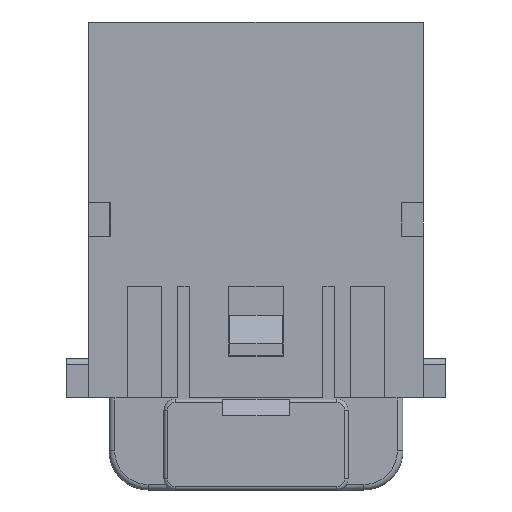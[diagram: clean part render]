
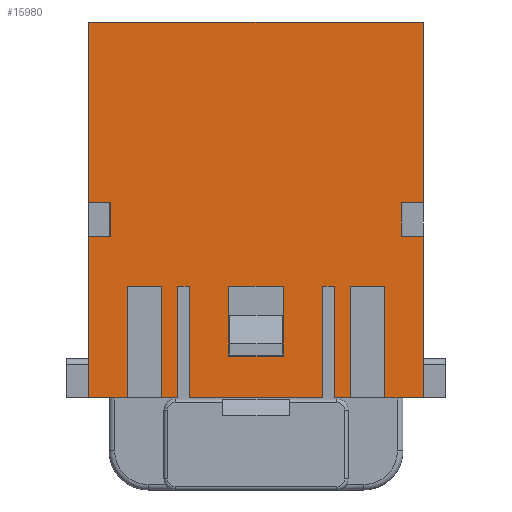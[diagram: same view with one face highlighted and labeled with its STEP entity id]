
A CAD part, left-side view. The second image highlights one B-rep face of the part: STEP entity #15980.
In plain terms, the highlighted planar face has unit normal (-1, 0, 0).
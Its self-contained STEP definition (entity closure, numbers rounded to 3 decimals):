
#460=CARTESIAN_POINT('',(-7.35,6.4,10.522));
#470=VERTEX_POINT('',#460);
#500=CARTESIAN_POINT('',(-7.35,0.,10.522));
#510=DIRECTION('',(0.,1.,0.));
#520=VECTOR('',#510,1.);
#530=LINE('',#500,#520);
#540=CARTESIAN_POINT('',(-7.35,36.4,10.522));
#550=VERTEX_POINT('',#540);
#560=EDGE_CURVE('',#470,#550,#530,.T.);
#9030=CARTESIAN_POINT('',(-7.35,15.4,
-23.178));
#9040=VERTEX_POINT('',#9030);
#9070=CARTESIAN_POINT('',(-7.35,15.4,0.));
#9080=DIRECTION('',(0.,0.,1.));
#9090=VECTOR('',#9080,1.);
#9100=LINE('',#9070,#9090);
#9110=CARTESIAN_POINT('',(-7.35,15.4,-13.178));
#9120=VERTEX_POINT('',#9110);
#9130=EDGE_CURVE('',#9040,#9120,#9100,.T.);
#10350=CARTESIAN_POINT('',(-7.35,28.4,-13.178));
#10360=VERTEX_POINT('',#10350);
#10440=CARTESIAN_POINT('',(-7.35,28.4,-23.178));
#10450=VERTEX_POINT('',#10440);
#10480=CARTESIAN_POINT('',(-7.35,28.4,0.));
#10490=DIRECTION('',(0.,0.,-1.));
#10500=VECTOR('',#10490,1.);
#10510=LINE('',#10480,#10500);
#10520=EDGE_CURVE('',#10360,#10450,#10510,.T.);
#11320=CARTESIAN_POINT('',(-7.35,27.4,
-23.178));
#11330=VERTEX_POINT('',#11320);
#11360=CARTESIAN_POINT('',(-7.35,0.,-23.178));
#11370=DIRECTION('',(0.,1.,0.));
#11380=VECTOR('',#11370,1.);
#11390=LINE('',#11360,#11380);
#11400=EDGE_CURVE('',#9040,#11330,#11390,.T.);
#12210=CARTESIAN_POINT('',(-7.35,27.4,-13.178));
#12220=VERTEX_POINT('',#12210);
#12250=CARTESIAN_POINT('',(-7.35,27.4,0.));
#12260=DIRECTION('',(0.,0.,1.));
#12270=VECTOR('',#12260,1.);
#12280=LINE('',#12250,#12270);
#12290=EDGE_CURVE('',#11330,#12220,#12280,.T.);
#12910=CARTESIAN_POINT('',(-7.35,18.95,-13.178));
#12920=VERTEX_POINT('',#12910);
#12970=CARTESIAN_POINT('',(-7.35,18.95,0.));
#12980=DIRECTION('',(0.,0.,-1.));
#12990=VECTOR('',#12980,1.);
#13000=LINE('',#12970,#12990);
#13010=CARTESIAN_POINT('',(-7.35,18.95,
-19.427));
#13020=VERTEX_POINT('',#13010);
#13030=EDGE_CURVE('',#12920,#13020,#13000,.T.);
#13350=CARTESIAN_POINT('',(-7.35,0.,-19.427));
#13360=DIRECTION('',(0.,1.,0.));
#13370=VECTOR('',#13360,1.);
#13380=LINE('',#13350,#13370);
#13390=CARTESIAN_POINT('',(-7.35,23.85,
-19.427));
#13400=VERTEX_POINT('',#13390);
#13410=EDGE_CURVE('',#13020,#13400,#13380,.T.);
#13810=CARTESIAN_POINT('',(-7.35,23.85,0.));
#13820=DIRECTION('',(0.,0.,1.));
#13830=VECTOR('',#13820,1.);
#13840=LINE('',#13810,#13830);
#13850=CARTESIAN_POINT('',(-7.35,23.85,-13.178));
#13860=VERTEX_POINT('',#13850);
#13870=EDGE_CURVE('',#13400,#13860,#13840,.T.);
#14050=CARTESIAN_POINT('',(-7.35,36.55,11.175));
#14060=DIRECTION('',(1.,0.,-0.));
#14070=DIRECTION('',(0.,1.,0.));
#14080=AXIS2_PLACEMENT_3D('',#14050,#14060,#14070);
#14090=PLANE('',#14080);
#14100=CARTESIAN_POINT('',(-7.35,0.,-13.178));
#14110=DIRECTION('',(0.,1.,0.));
#14120=VECTOR('',#14110,1.);
#14130=LINE('',#14100,#14120);
#14140=EDGE_CURVE('',#12920,#13860,#14130,.T.);
#14150=ORIENTED_EDGE('',*,*,#14140,.F.);
#14160=ORIENTED_EDGE('',*,*,#13870,.T.);
#14170=ORIENTED_EDGE('',*,*,#13410,.T.);
#14180=ORIENTED_EDGE('',*,*,#13030,.T.);
#14190=EDGE_LOOP('',(#14180,#14170,#14160,#14150));
#14200=FACE_BOUND('',#14190,.T.);
#14210=ORIENTED_EDGE('',*,*,#11400,.F.);
#14220=ORIENTED_EDGE('',*,*,#12290,.F.);
#14230=CARTESIAN_POINT('',(-7.35,0.,-13.178));
#14240=DIRECTION('',(0.,1.,0.));
#14250=VECTOR('',#14240,1.);
#14260=LINE('',#14230,#14250);
#14270=EDGE_CURVE('',#12220,#10360,#14260,.T.);
#14280=ORIENTED_EDGE('',*,*,#14270,.F.);
#14290=ORIENTED_EDGE('',*,*,#10520,.F.);
#14300=CARTESIAN_POINT('',(-7.35,0.,-23.178));
#14310=DIRECTION('',(0.,1.,0.));
#14320=VECTOR('',#14310,1.);
#14330=LINE('',#14300,#14320);
#14340=CARTESIAN_POINT('',(-7.35,29.85,
-23.178));
#14350=VERTEX_POINT('',#14340);
#14360=EDGE_CURVE('',#10450,#14350,#14330,.T.);
#14370=ORIENTED_EDGE('',*,*,#14360,.F.);
#14380=CARTESIAN_POINT('',(-7.35,29.85,0.));
#14390=DIRECTION('',(0.,0.,1.));
#14400=VECTOR('',#14390,1.);
#14410=LINE('',#14380,#14400);
#14420=CARTESIAN_POINT('',(-7.35,29.85,
-13.178));
#14430=VERTEX_POINT('',#14420);
#14440=EDGE_CURVE('',#14350,#14430,#14410,.T.);
#14450=ORIENTED_EDGE('',*,*,#14440,.F.);
#14460=CARTESIAN_POINT('',(-7.35,0.,-13.178));
#14470=DIRECTION('',(0.,1.,0.));
#14480=VECTOR('',#14470,1.);
#14490=LINE('',#14460,#14480);
#14500=CARTESIAN_POINT('',(-7.35,32.95,-13.178));
#14510=VERTEX_POINT('',#14500);
#14520=EDGE_CURVE('',#14430,#14510,#14490,.T.);
#14530=ORIENTED_EDGE('',*,*,#14520,.F.);
#14540=CARTESIAN_POINT('',(-7.35,32.95,0.));
#14550=DIRECTION('',(0.,0.,-1.));
#14560=VECTOR('',#14550,1.);
#14570=LINE('',#14540,#14560);
#14580=CARTESIAN_POINT('',(-7.35,32.95,-23.178));
#14590=VERTEX_POINT('',#14580);
#14600=EDGE_CURVE('',#14510,#14590,#14570,.T.);
#14610=ORIENTED_EDGE('',*,*,#14600,.F.);
#14620=CARTESIAN_POINT('',(-7.35,36.4,-23.178));
#14630=VERTEX_POINT('',#14620);
#14640=EDGE_CURVE('',#14590,#14630,#14330,.T.);
#14650=ORIENTED_EDGE('',*,*,#14640,.F.);
#14660=CARTESIAN_POINT('',(-7.35,36.4,0.));
#14670=DIRECTION('',(0.,0.,1.));
#14680=VECTOR('',#14670,1.);
#14690=LINE('',#14660,#14680);
#14700=CARTESIAN_POINT('',(-7.35,36.4,-8.678));
#14710=VERTEX_POINT('',#14700);
#14720=EDGE_CURVE('',#14630,#14710,#14690,.T.);
#14730=ORIENTED_EDGE('',*,*,#14720,.F.);
#14740=CARTESIAN_POINT('',(-7.35,0.,-8.677));
#14750=DIRECTION('',(0.,1.,0.));
#14760=VECTOR('',#14750,1.);
#14770=LINE('',#14740,#14760);
#14780=CARTESIAN_POINT('',(-7.35,34.4,
-8.678));
#14790=VERTEX_POINT('',#14780);
#14800=EDGE_CURVE('',#14790,#14710,#14770,.T.);
#14810=ORIENTED_EDGE('',*,*,#14800,.T.);
#14820=CARTESIAN_POINT('',(-7.35,34.4,0.));
#14830=DIRECTION('',(0.,0.,-1.));
#14840=VECTOR('',#14830,1.);
#14850=LINE('',#14820,#14840);
#14860=CARTESIAN_POINT('',(-7.35,34.4,-5.678));
#14870=VERTEX_POINT('',#14860);
#14880=EDGE_CURVE('',#14870,#14790,#14850,.T.);
#14890=ORIENTED_EDGE('',*,*,#14880,.T.);
#14900=CARTESIAN_POINT('',(-7.35,0.,-5.677));
#14910=DIRECTION('',(0.,-1.,0.));
#14920=VECTOR('',#14910,1.);
#14930=LINE('',#14900,#14920);
#14940=CARTESIAN_POINT('',(-7.35,36.4,-5.678));
#14950=VERTEX_POINT('',#14940);
#14960=EDGE_CURVE('',#14950,#14870,#14930,.T.);
#14970=ORIENTED_EDGE('',*,*,#14960,.T.);
#14980=CARTESIAN_POINT('',(-7.35,36.4,0.));
#14990=DIRECTION('',(0.,0.,1.));
#15000=VECTOR('',#14990,1.);
#15010=LINE('',#14980,#15000);
#15020=EDGE_CURVE('',#14950,#550,#15010,.T.);
#15030=ORIENTED_EDGE('',*,*,#15020,.F.);
#15040=ORIENTED_EDGE('',*,*,#560,.T.);
#15050=CARTESIAN_POINT('',(-7.35,6.4,0.));
#15060=DIRECTION('',(0.,0.,-1.));
#15070=VECTOR('',#15060,1.);
#15080=LINE('',#15050,#15070);
#15090=CARTESIAN_POINT('',(-7.35,6.4,
-5.677));
#15100=VERTEX_POINT('',#15090);
#15110=EDGE_CURVE('',#470,#15100,#15080,.T.);
#15120=ORIENTED_EDGE('',*,*,#15110,.F.);
#15130=CARTESIAN_POINT('',(-7.35,0.,-5.677));
#15140=DIRECTION('',(0.,1.,0.));
#15150=VECTOR('',#15140,1.);
#15160=LINE('',#15130,#15150);
#15170=CARTESIAN_POINT('',(-7.35,8.4,
-5.677));
#15180=VERTEX_POINT('',#15170);
#15190=EDGE_CURVE('',#15100,#15180,#15160,.T.);
#15200=ORIENTED_EDGE('',*,*,#15190,.F.);
#15210=CARTESIAN_POINT('',(-7.35,8.4,0.));
#15220=DIRECTION('',(0.,0.,-1.));
#15230=VECTOR('',#15220,1.);
#15240=LINE('',#15210,#15230);
#15250=CARTESIAN_POINT('',(-7.35,8.4,
-8.678));
#15260=VERTEX_POINT('',#15250);
#15270=EDGE_CURVE('',#15180,#15260,#15240,.T.);
#15280=ORIENTED_EDGE('',*,*,#15270,.F.);
#15290=CARTESIAN_POINT('',(-7.35,0.,-8.677));
#15300=DIRECTION('',(0.,-1.,0.));
#15310=VECTOR('',#15300,1.);
#15320=LINE('',#15290,#15310);
#15330=CARTESIAN_POINT('',(-7.35,6.4,
-8.678));
#15340=VERTEX_POINT('',#15330);
#15350=EDGE_CURVE('',#15260,#15340,#15320,.T.);
#15360=ORIENTED_EDGE('',*,*,#15350,.F.);
#15370=CARTESIAN_POINT('',(-7.35,6.4,0.));
#15380=DIRECTION('',(0.,0.,1.));
#15390=VECTOR('',#15380,1.);
#15400=LINE('',#15370,#15390);
#15410=CARTESIAN_POINT('',(-7.35,6.4,
-23.178));
#15420=VERTEX_POINT('',#15410);
#15430=EDGE_CURVE('',#15420,#15340,#15400,.T.);
#15440=ORIENTED_EDGE('',*,*,#15430,.T.);
#15450=CARTESIAN_POINT('',(-7.35,0.,-23.178));
#15460=DIRECTION('',(0.,1.,0.));
#15470=VECTOR('',#15460,1.);
#15480=LINE('',#15450,#15470);
#15490=CARTESIAN_POINT('',(-7.35,9.85,
-23.178));
#15500=VERTEX_POINT('',#15490);
#15510=EDGE_CURVE('',#15420,#15500,#15480,.T.);
#15520=ORIENTED_EDGE('',*,*,#15510,.F.);
#15530=CARTESIAN_POINT('',(-7.35,9.85,0.));
#15540=DIRECTION('',(0.,0.,1.));
#15550=VECTOR('',#15540,1.);
#15560=LINE('',#15530,#15550);
#15570=CARTESIAN_POINT('',(-7.35,9.85,
-13.178));
#15580=VERTEX_POINT('',#15570);
#15590=EDGE_CURVE('',#15500,#15580,#15560,.T.);
#15600=ORIENTED_EDGE('',*,*,#15590,.F.);
#15610=CARTESIAN_POINT('',(-7.35,0.,-13.178));
#15620=DIRECTION('',(0.,1.,0.));
#15630=VECTOR('',#15620,1.);
#15640=LINE('',#15610,#15630);
#15650=CARTESIAN_POINT('',(-7.35,12.95,-13.178));
#15660=VERTEX_POINT('',#15650);
#15670=EDGE_CURVE('',#15580,#15660,#15640,.T.);
#15680=ORIENTED_EDGE('',*,*,#15670,.F.);
#15690=CARTESIAN_POINT('',(-7.35,12.95,0.));
#15700=DIRECTION('',(0.,0.,-1.));
#15710=VECTOR('',#15700,1.);
#15720=LINE('',#15690,#15710);
#15730=CARTESIAN_POINT('',(-7.35,12.95,-23.178));
#15740=VERTEX_POINT('',#15730);
#15750=EDGE_CURVE('',#15660,#15740,#15720,.T.);
#15760=ORIENTED_EDGE('',*,*,#15750,.F.);
#15770=CARTESIAN_POINT('',(-7.35,14.4,-23.178));
#15780=VERTEX_POINT('',#15770);
#15790=EDGE_CURVE('',#15740,#15780,#15480,.T.);
#15800=ORIENTED_EDGE('',*,*,#15790,.F.);
#15810=CARTESIAN_POINT('',(-7.35,14.4,0.));
#15820=DIRECTION('',(0.,0.,1.));
#15830=VECTOR('',#15820,1.);
#15840=LINE('',#15810,#15830);
#15850=CARTESIAN_POINT('',(-7.35,14.4,-13.178));
#15860=VERTEX_POINT('',#15850);
#15870=EDGE_CURVE('',#15780,#15860,#15840,.T.);
#15880=ORIENTED_EDGE('',*,*,#15870,.F.);
#15890=CARTESIAN_POINT('',(-7.35,0.,-13.178));
#15900=DIRECTION('',(0.,1.,0.));
#15910=VECTOR('',#15900,1.);
#15920=LINE('',#15890,#15910);
#15930=EDGE_CURVE('',#15860,#9120,#15920,.T.);
#15940=ORIENTED_EDGE('',*,*,#15930,.F.);
#15950=ORIENTED_EDGE('',*,*,#9130,.T.);
#15960=EDGE_LOOP('',(#15950,#15940,#15880,#15800,#15760,#15680,#15600,
#15520,#15440,#15360,#15280,#15200,#15120,#15040,#15030,#14970,#14890,
#14810,#14730,#14650,#14610,#14530,#14450,#14370,#14290,#14280,#14220,
#14210));
#15970=FACE_OUTER_BOUND('',#15960,.T.);
#15980=ADVANCED_FACE('',(#14200,#15970),#14090,.F.);
